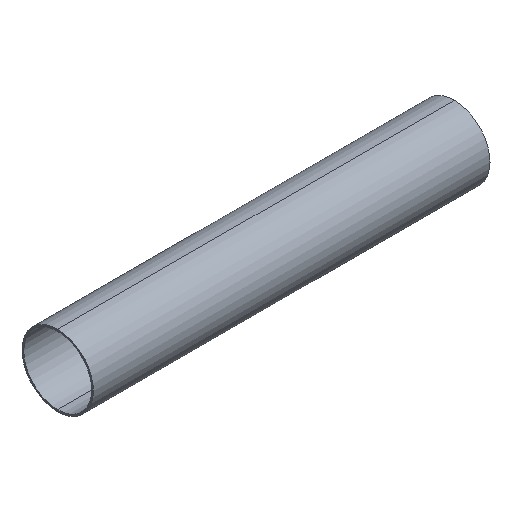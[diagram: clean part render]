
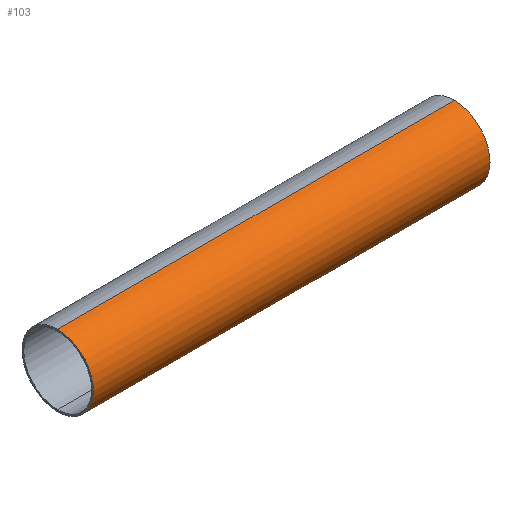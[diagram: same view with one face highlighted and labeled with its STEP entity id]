
A CAD part, isometric view. The second image highlights one B-rep face of the part: STEP entity #103.
In plain terms, the highlighted cylindrical face has radius 450 mm (diameter 900 mm), a partial arc.
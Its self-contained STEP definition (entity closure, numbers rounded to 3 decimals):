
#53 = VERTEX_POINT( '', #123 );
#55 = VERTEX_POINT( '', #125 );
#57 = EDGE_CURVE( '', #53, #75, #127, .T. );
#65 = EDGE_CURVE( '', #55, #73, #135, .T. );
#73 = VERTEX_POINT( '', #145 );
#75 = VERTEX_POINT( '', #147 );
#85 = EDGE_CURVE( '', #75, #55, #160, .T. );
#91 = EDGE_CURVE( '', #73, #53, #166, .T. );
#103 = ADVANCED_FACE( '', ( #180 ), #181, .T. );
#123 = CARTESIAN_POINT( '', ( 0., 0., 450. ) );
#125 = CARTESIAN_POINT( '', ( 5000., 0., -450. ) );
#127 = CIRCLE( '', #197, 450. );
#135 = CIRCLE( '', #209, 450. );
#145 = CARTESIAN_POINT( '', ( 5000., 0., 450. ) );
#147 = CARTESIAN_POINT( '', ( 0., 0., -450. ) );
#160 = LINE( '', #239, #240 );
#166 = LINE( '', #247, #248 );
#180 = FACE_OUTER_BOUND( '', #263, .T. );
#181 = CYLINDRICAL_SURFACE( '', #264, 450. );
#197 = AXIS2_PLACEMENT_3D( '', #269, #270, #271 );
#209 = AXIS2_PLACEMENT_3D( '', #276, #277, #278 );
#239 = CARTESIAN_POINT( '', ( 0., 0., -450. ) );
#240 = VECTOR( '', #310, 1. );
#247 = CARTESIAN_POINT( '', ( 0., 0., 450. ) );
#248 = VECTOR( '', #315, 1. );
#263 = EDGE_LOOP( '', ( #336, #337, #338, #339 ) );
#264 = AXIS2_PLACEMENT_3D( '', #340, #341, #342 );
#269 = CARTESIAN_POINT( '', ( 0., 0., 0. ) );
#270 = DIRECTION( '', ( 1., 0., 0. ) );
#271 = DIRECTION( '', ( 0., 0., -1. ) );
#276 = CARTESIAN_POINT( '', ( 5000., 0., 0. ) );
#277 = DIRECTION( '', ( -1., 0., 0. ) );
#278 = DIRECTION( '', ( 0., 0., -1. ) );
#310 = DIRECTION( '', ( 1., 0., 0. ) );
#315 = DIRECTION( '', ( -1., 0., 0. ) );
#336 = ORIENTED_EDGE( '', *, *, #85, .T. );
#337 = ORIENTED_EDGE( '', *, *, #65, .T. );
#338 = ORIENTED_EDGE( '', *, *, #91, .T. );
#339 = ORIENTED_EDGE( '', *, *, #57, .T. );
#340 = CARTESIAN_POINT( '', ( 0., 0., 0. ) );
#341 = DIRECTION( '', ( -1., 0., 0. ) );
#342 = DIRECTION( '', ( 0., 0., -1. ) );
